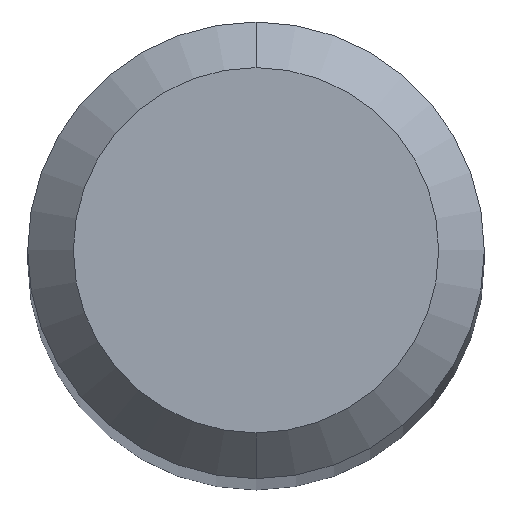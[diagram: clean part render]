
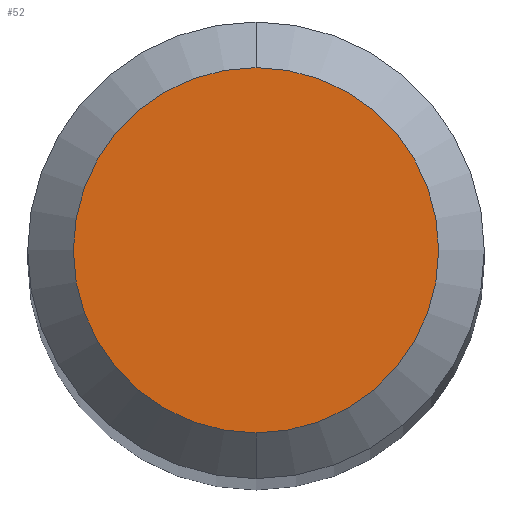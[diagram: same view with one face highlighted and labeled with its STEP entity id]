
A CAD part, top view. The second image highlights one B-rep face of the part: STEP entity #52.
In plain terms, the highlighted planar face has unit normal (0, 0, 1).
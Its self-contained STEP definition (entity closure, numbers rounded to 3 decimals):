
#3 = CARTESIAN_POINT ( 'NONE',  ( 0., 0., 0. ) ) ;
#6 = ORIENTED_EDGE ( 'NONE', *, *, #22, .T. ) ;
#11 = CARTESIAN_POINT ( 'NONE',  ( 0., 3.373, 0. ) ) ;
#22 = EDGE_CURVE ( 'NONE', #42, #23, #147, .T. ) ;
#23 = VERTEX_POINT ( 'NONE', #11 ) ;
#41 = DIRECTION ( 'NONE',  ( 0., 1., 0. ) ) ;
#42 = VERTEX_POINT ( 'NONE', #177 ) ;
#44 = DIRECTION ( 'NONE',  ( 0., 1., 0. ) ) ;
#52 = ADVANCED_FACE ( 'NONE', ( #109 ), #179, .F. ) ;
#57 = CIRCLE ( 'NONE', #128, 3.373 ) ;
#64 = DIRECTION ( 'NONE',  ( 0., 1., 0. ) ) ;
#69 = AXIS2_PLACEMENT_3D ( 'NONE', #96, #141, #64 ) ;
#84 = DIRECTION ( 'NONE',  ( 0., 0., 1. ) ) ;
#91 = AXIS2_PLACEMENT_3D ( 'NONE', #161, #84, #44 ) ;
#96 = CARTESIAN_POINT ( 'NONE',  ( 0., 4.216, 0. ) ) ;
#109 = FACE_OUTER_BOUND ( 'NONE', #200, .T. ) ;
#123 = ORIENTED_EDGE ( 'NONE', *, *, #193, .T. ) ;
#128 = AXIS2_PLACEMENT_3D ( 'NONE', #3, #135, #41 ) ;
#135 = DIRECTION ( 'NONE',  ( 0., 0., 1. ) ) ;
#141 = DIRECTION ( 'NONE',  ( 0., 0., -1. ) ) ;
#147 = CIRCLE ( 'NONE', #91, 3.373 ) ;
#161 = CARTESIAN_POINT ( 'NONE',  ( 0., 0., 0. ) ) ;
#177 = CARTESIAN_POINT ( 'NONE',  ( 0., -3.373, 0. ) ) ;
#179 = PLANE ( 'NONE',  #69 ) ;
#193 = EDGE_CURVE ( 'NONE', #23, #42, #57, .T. ) ;
#200 = EDGE_LOOP ( 'NONE', ( #123, #6 ) ) ;
